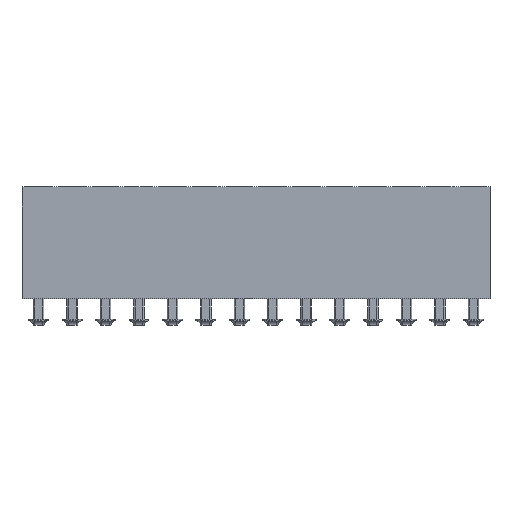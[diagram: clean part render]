
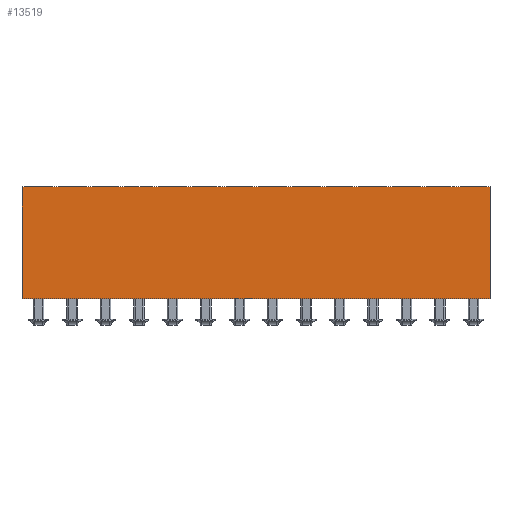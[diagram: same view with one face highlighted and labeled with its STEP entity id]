
A CAD part, top view. The second image highlights one B-rep face of the part: STEP entity #13519.
In plain terms, the highlighted planar face has unit normal (0, 0, 1).
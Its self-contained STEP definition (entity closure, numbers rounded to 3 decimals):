
#445 = LINE ( 'NONE', #11391, #8010 ) ;
#625 = LINE ( 'NONE', #6851, #18143 ) ;
#677 = VERTEX_POINT ( 'NONE', #14697 ) ;
#1061 = EDGE_CURVE ( 'NONE', #18948, #677, #11263, .T. ) ;
#1827 = CARTESIAN_POINT ( 'NONE',  ( 34.29, 8.51, 1.27 ) ) ;
#2890 = VECTOR ( 'NONE', #16552, 1000. ) ;
#2967 = VERTEX_POINT ( 'NONE', #16908 ) ;
#3353 = CARTESIAN_POINT ( 'NONE',  ( -1.27, 0., 1.27 ) ) ;
#3368 = VERTEX_POINT ( 'NONE', #3353 ) ;
#4071 = PLANE ( 'NONE',  #4385 ) ;
#4385 = AXIS2_PLACEMENT_3D ( 'NONE', #12560, #15634, #9379 ) ;
#4398 = CARTESIAN_POINT ( 'NONE',  ( -1.27, 8.51, 1.27 ) ) ;
#4659 = ORIENTED_EDGE ( 'NONE', *, *, #15032, .T. ) ;
#4742 = ORIENTED_EDGE ( 'NONE', *, *, #16747, .F. ) ;
#4795 = ORIENTED_EDGE ( 'NONE', *, *, #1061, .F. ) ;
#5241 = VECTOR ( 'NONE', #18758, 1000. ) ;
#6851 = CARTESIAN_POINT ( 'NONE',  ( -1.27, 8.51, 1.27 ) ) ;
#8005 = EDGE_CURVE ( 'NONE', #2967, #3368, #625, .T. ) ;
#8010 = VECTOR ( 'NONE', #14542, 1000. ) ;
#8123 = ORIENTED_EDGE ( 'NONE', *, *, #8005, .T. ) ;
#8889 = CARTESIAN_POINT ( 'NONE',  ( 34.29, 8.51, 1.27 ) ) ;
#9379 = DIRECTION ( 'NONE',  ( -1., 0., 0. ) ) ;
#11263 = LINE ( 'NONE', #1827, #5241 ) ;
#11391 = CARTESIAN_POINT ( 'NONE',  ( -1.27, 0., 1.27 ) ) ;
#12560 = CARTESIAN_POINT ( 'NONE',  ( -1.27, 8.51, 1.27 ) ) ;
#13519 = ADVANCED_FACE ( 'NONE', ( #14819 ), #4071, .F. ) ;
#14517 = DIRECTION ( 'NONE',  ( 0., -1., 0. ) ) ;
#14542 = DIRECTION ( 'NONE',  ( 1., 0., 0. ) ) ;
#14697 = CARTESIAN_POINT ( 'NONE',  ( 34.29, 0., 1.27 ) ) ;
#14819 = FACE_OUTER_BOUND ( 'NONE', #17298, .T. ) ;
#14933 = LINE ( 'NONE', #4398, #2890 ) ;
#15032 = EDGE_CURVE ( 'NONE', #3368, #677, #445, .T. ) ;
#15634 = DIRECTION ( 'NONE',  ( 0., 0., -1. ) ) ;
#16552 = DIRECTION ( 'NONE',  ( 1., 0., 0. ) ) ;
#16747 = EDGE_CURVE ( 'NONE', #2967, #18948, #14933, .T. ) ;
#16908 = CARTESIAN_POINT ( 'NONE',  ( -1.27, 8.51, 1.27 ) ) ;
#17298 = EDGE_LOOP ( 'NONE', ( #4659, #4795, #4742, #8123 ) ) ;
#18143 = VECTOR ( 'NONE', #14517, 1000. ) ;
#18758 = DIRECTION ( 'NONE',  ( 0., -1., 0. ) ) ;
#18948 = VERTEX_POINT ( 'NONE', #8889 ) ;
